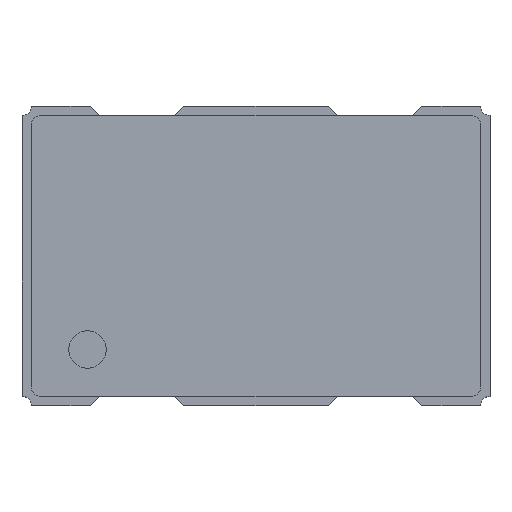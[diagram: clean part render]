
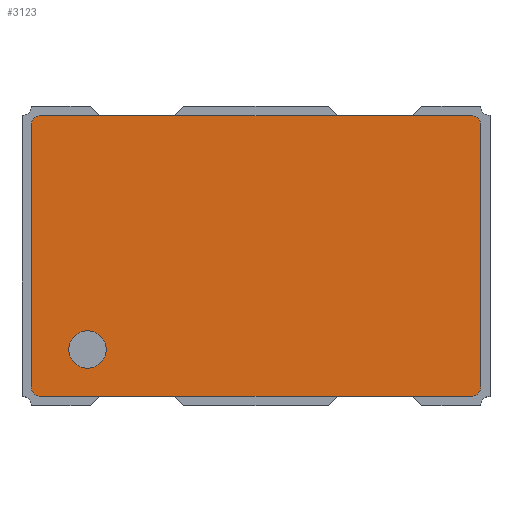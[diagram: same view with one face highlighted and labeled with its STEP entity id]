
A CAD part, top view. The second image highlights one B-rep face of the part: STEP entity #3123.
In plain terms, the highlighted planar face has unit normal (0, 0, 1).
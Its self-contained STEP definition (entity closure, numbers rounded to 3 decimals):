
#2228 = VERTEX_POINT('',#2229);
#2229 = CARTESIAN_POINT('',(-2.3,1.5,1.));
#2235 = EDGE_CURVE('',#2228,#2236,#2238,.T.);
#2236 = VERTEX_POINT('',#2237);
#2237 = CARTESIAN_POINT('',(2.3,1.5,1.));
#2238 = LINE('',#2239,#2240);
#2239 = CARTESIAN_POINT('',(-2.4,1.5,1.));
#2240 = VECTOR('',#2241,1.);
#2241 = DIRECTION('',(1.,0.,0.));
#2281 = VERTEX_POINT('',#2282);
#2282 = CARTESIAN_POINT('',(2.4,1.4,1.));
#2290 = EDGE_CURVE('',#2281,#2236,#2291,.T.);
#2291 = CIRCLE('',#2292,0.1);
#2292 = AXIS2_PLACEMENT_3D('',#2293,#2294,#2295);
#2293 = CARTESIAN_POINT('',(2.3,1.4,1.));
#2294 = DIRECTION('',(-0.,0.,1.));
#2295 = DIRECTION('',(0.,-1.,0.));
#2307 = EDGE_CURVE('',#2281,#2308,#2310,.T.);
#2308 = VERTEX_POINT('',#2309);
#2309 = CARTESIAN_POINT('',(2.4,-1.4,1.));
#2310 = LINE('',#2311,#2312);
#2311 = CARTESIAN_POINT('',(2.4,1.5,1.));
#2312 = VECTOR('',#2313,1.);
#2313 = DIRECTION('',(0.,-1.,0.));
#2332 = VERTEX_POINT('',#2333);
#2333 = CARTESIAN_POINT('',(2.3,-1.5,1.));
#2339 = EDGE_CURVE('',#2308,#2332,#2340,.T.);
#2340 = CIRCLE('',#2341,0.1);
#2341 = AXIS2_PLACEMENT_3D('',#2342,#2343,#2344);
#2342 = CARTESIAN_POINT('',(2.3,-1.4,1.));
#2343 = DIRECTION('',(-0.,-0.,-1.));
#2344 = DIRECTION('',(0.,-1.,0.));
#2356 = EDGE_CURVE('',#2332,#2357,#2359,.T.);
#2357 = VERTEX_POINT('',#2358);
#2358 = CARTESIAN_POINT('',(-2.3,-1.5,1.));
#2359 = LINE('',#2360,#2361);
#2360 = CARTESIAN_POINT('',(2.4,-1.5,1.));
#2361 = VECTOR('',#2362,1.);
#2362 = DIRECTION('',(-1.,0.,0.));
#3123 = ADVANCED_FACE('',(#3124,#3155),#3166,.T.);
#3124 = FACE_BOUND('',#3125,.T.);
#3125 = EDGE_LOOP('',(#3126,#3136,#3143,#3144,#3145,#3146,#3147,#3148));
#3126 = ORIENTED_EDGE('',*,*,#3127,.F.);
#3127 = EDGE_CURVE('',#3128,#3130,#3132,.T.);
#3128 = VERTEX_POINT('',#3129);
#3129 = CARTESIAN_POINT('',(-2.4,-1.4,1.));
#3130 = VERTEX_POINT('',#3131);
#3131 = CARTESIAN_POINT('',(-2.4,1.4,1.));
#3132 = LINE('',#3133,#3134);
#3133 = CARTESIAN_POINT('',(-2.4,-1.5,1.));
#3134 = VECTOR('',#3135,1.);
#3135 = DIRECTION('',(0.,1.,0.));
#3136 = ORIENTED_EDGE('',*,*,#3137,.F.);
#3137 = EDGE_CURVE('',#2357,#3128,#3138,.T.);
#3138 = CIRCLE('',#3139,0.1);
#3139 = AXIS2_PLACEMENT_3D('',#3140,#3141,#3142);
#3140 = CARTESIAN_POINT('',(-2.3,-1.4,1.));
#3141 = DIRECTION('',(-0.,-0.,-1.));
#3142 = DIRECTION('',(0.,-1.,0.));
#3143 = ORIENTED_EDGE('',*,*,#2356,.F.);
#3144 = ORIENTED_EDGE('',*,*,#2339,.F.);
#3145 = ORIENTED_EDGE('',*,*,#2307,.F.);
#3146 = ORIENTED_EDGE('',*,*,#2290,.T.);
#3147 = ORIENTED_EDGE('',*,*,#2235,.F.);
#3148 = ORIENTED_EDGE('',*,*,#3149,.F.);
#3149 = EDGE_CURVE('',#3130,#2228,#3150,.T.);
#3150 = CIRCLE('',#3151,0.1);
#3151 = AXIS2_PLACEMENT_3D('',#3152,#3153,#3154);
#3152 = CARTESIAN_POINT('',(-2.3,1.4,1.));
#3153 = DIRECTION('',(-0.,-0.,-1.));
#3154 = DIRECTION('',(0.,-1.,0.));
#3155 = FACE_BOUND('',#3156,.T.);
#3156 = EDGE_LOOP('',(#3157));
#3157 = ORIENTED_EDGE('',*,*,#3158,.F.);
#3158 = EDGE_CURVE('',#3159,#3159,#3161,.T.);
#3159 = VERTEX_POINT('',#3160);
#3160 = CARTESIAN_POINT('',(-1.6,-1.,1.));
#3161 = CIRCLE('',#3162,0.2);
#3162 = AXIS2_PLACEMENT_3D('',#3163,#3164,#3165);
#3163 = CARTESIAN_POINT('',(-1.8,-1.,1.));
#3164 = DIRECTION('',(0.,0.,1.));
#3165 = DIRECTION('',(1.,0.,0.));
#3166 = PLANE('',#3167);
#3167 = AXIS2_PLACEMENT_3D('',#3168,#3169,#3170);
#3168 = CARTESIAN_POINT('',(-2.4,1.5,1.));
#3169 = DIRECTION('',(0.,0.,1.));
#3170 = DIRECTION('',(1.,0.,0.));
